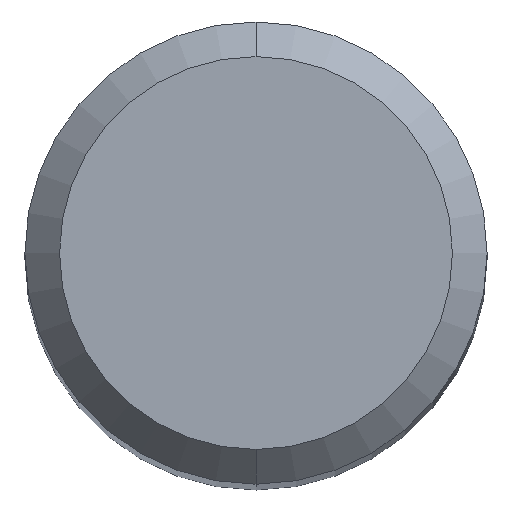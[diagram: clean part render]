
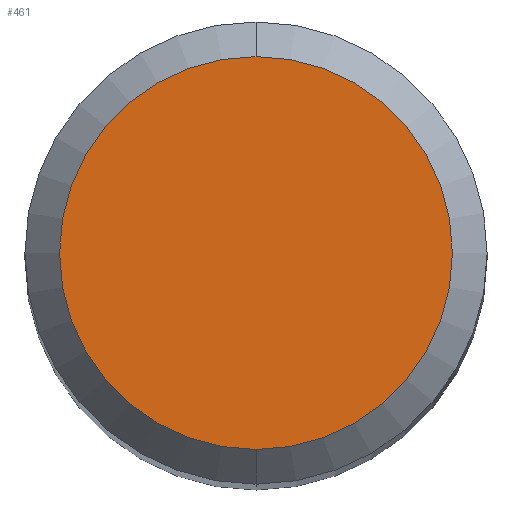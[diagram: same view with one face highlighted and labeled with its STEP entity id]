
A CAD part, top view. The second image highlights one B-rep face of the part: STEP entity #461.
In plain terms, the highlighted planar face has unit normal (0, 0, 1).
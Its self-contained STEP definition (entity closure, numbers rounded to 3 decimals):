
#251=VERTEX_POINT('',#565);
#291=VERTEX_POINT('',#610);
#393=EDGE_CURVE('',#251,#291,#723,.T.);
#457=EDGE_CURVE('',#291,#251,#793,.T.);
#461=ADVANCED_FACE('',(#797),#798,.T.);
#565=CARTESIAN_POINT('',(0.,-1.7,0.0));
#610=CARTESIAN_POINT('',(0.0,1.7,0.0));
#723=CIRCLE('',#1286,1.7);
#793=CIRCLE('',#1434,1.7);
#797=FACE_OUTER_BOUND('',#1438,.T.);
#798=PLANE('',#1439);
#1286=AXIS2_PLACEMENT_3D('',#1706,#1707,#1708);
#1434=AXIS2_PLACEMENT_3D('',#1795,#1796,#1797);
#1438=EDGE_LOOP('',(#1799,#1800));
#1439=AXIS2_PLACEMENT_3D('',#1801,#1802,#1803);
#1706=CARTESIAN_POINT('',(0.0,0.0,0.0));
#1707=DIRECTION('',(0.0,0.0,-1.0));
#1708=DIRECTION('',(0.0,1.0,0.0));
#1795=CARTESIAN_POINT('',(0.0,0.0,0.0));
#1796=DIRECTION('',(0.0,0.0,-1.0));
#1797=DIRECTION('',(0.0,1.0,0.0));
#1799=ORIENTED_EDGE('',*,*,#457,.F.);
#1800=ORIENTED_EDGE('',*,*,#393,.F.);
#1801=CARTESIAN_POINT('',(0.0,0.85,0.0));
#1802=DIRECTION('',(-0.0,0.0,1.0));
#1803=DIRECTION('',(0.0,-1.0,0.0));
